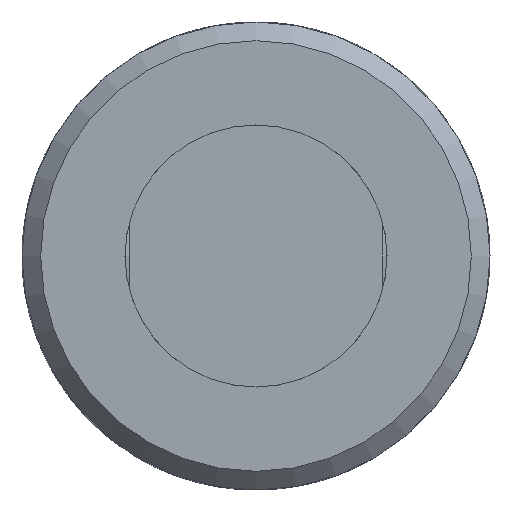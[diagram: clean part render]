
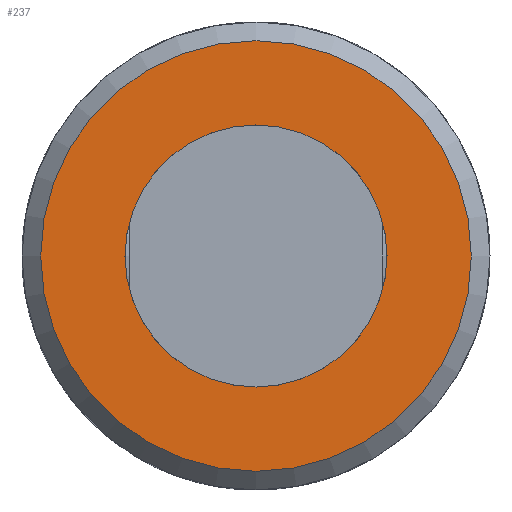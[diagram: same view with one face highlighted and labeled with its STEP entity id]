
A CAD part, left-side view. The second image highlights one B-rep face of the part: STEP entity #237.
In plain terms, the highlighted planar face has unit normal (-1, 0, 0).
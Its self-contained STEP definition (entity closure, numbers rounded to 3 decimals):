
#237 = ADVANCED_FACE( '', ( #488, #489 ), #490, .T. );
#488 = FACE_BOUND( '', #772, .T. );
#489 = FACE_OUTER_BOUND( '', #773, .T. );
#490 = PLANE( '', #774 );
#772 = EDGE_LOOP( '', ( #1208 ) );
#773 = EDGE_LOOP( '', ( #1209 ) );
#774 = AXIS2_PLACEMENT_3D( '', #1210, #1211, #1212 );
#1208 = ORIENTED_EDGE( '', *, *, #1596, .T. );
#1209 = ORIENTED_EDGE( '', *, *, #1600, .F. );
#1210 = CARTESIAN_POINT( '', ( 0., 11.5, 0. ) );
#1211 = DIRECTION( '', ( -1., 0., 0. ) );
#1212 = DIRECTION( '', ( 0., 0., 1. ) );
#1596 = EDGE_CURVE( '', #1877, #1877, #1878, .T. );
#1600 = EDGE_CURVE( '', #1882, #1882, #1883, .T. );
#1877 = VERTEX_POINT( '', #2732 );
#1878 = CIRCLE( '', #2733, 7. );
#1882 = VERTEX_POINT( '', #2738 );
#1883 = CIRCLE( '', #2739, 11.5 );
#2732 = CARTESIAN_POINT( '', ( 0., 0., -7. ) );
#2733 = AXIS2_PLACEMENT_3D( '', #3286, #3287, #3288 );
#2738 = CARTESIAN_POINT( '', ( 0., 0., -11.5 ) );
#2739 = AXIS2_PLACEMENT_3D( '', #3290, #3291, #3292 );
#3286 = CARTESIAN_POINT( '', ( 0., 0., 0. ) );
#3287 = DIRECTION( '', ( 1., 0., 0. ) );
#3288 = DIRECTION( '', ( 0., 0., -1. ) );
#3290 = CARTESIAN_POINT( '', ( 0., 0., 0. ) );
#3291 = DIRECTION( '', ( 1., 0., 0. ) );
#3292 = DIRECTION( '', ( 0., 0., -1. ) );
